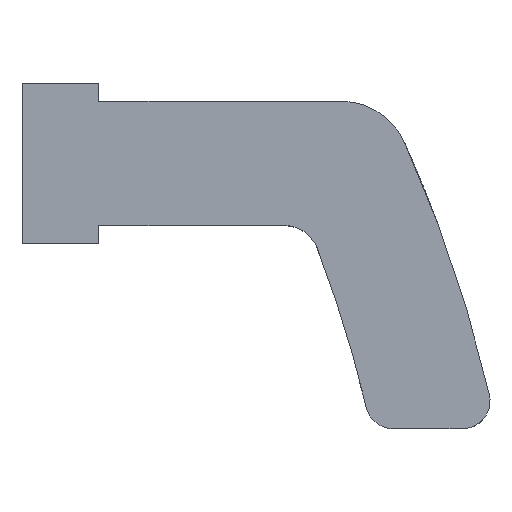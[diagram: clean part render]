
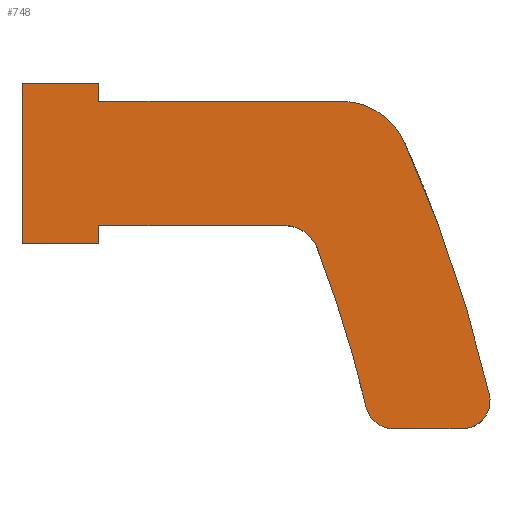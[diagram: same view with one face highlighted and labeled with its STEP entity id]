
A CAD part, top view. The second image highlights one B-rep face of the part: STEP entity #748.
In plain terms, the highlighted planar face has unit normal (0, 0, 1).
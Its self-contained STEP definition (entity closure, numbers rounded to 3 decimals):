
#30=PLANE('',#798);
#42=CIRCLE('',#771,98.);
#45=CIRCLE('',#775,5.);
#48=CIRCLE('',#780,2.);
#50=CIRCLE('',#787,2.5);
#52=CIRCLE('',#790,89.);
#54=CIRCLE('',#793,2.);
#67=LINE('',#1011,#117);
#72=LINE('',#1032,#122);
#76=LINE('',#1040,#126);
#79=LINE('',#1046,#129);
#82=LINE('',#1052,#132);
#86=LINE('',#1073,#136);
#90=LINE('',#1080,#140);
#92=LINE('',#1083,#142);
#117=VECTOR('',#842,1000.);
#122=VECTOR('',#857,1000.);
#126=VECTOR('',#863,1000.);
#129=VECTOR('',#868,1000.);
#132=VECTOR('',#873,1000.);
#136=VECTOR('',#899,1000.);
#140=VECTOR('',#905,1000.);
#142=VECTOR('',#909,1000.);
#226=ORIENTED_EDGE('',*,*,#326,.T.);
#227=ORIENTED_EDGE('',*,*,#317,.T.);
#228=ORIENTED_EDGE('',*,*,#330,.T.);
#229=ORIENTED_EDGE('',*,*,#333,.T.);
#230=ORIENTED_EDGE('',*,*,#336,.T.);
#231=ORIENTED_EDGE('',*,*,#339,.F.);
#232=ORIENTED_EDGE('',*,*,#342,.F.);
#233=ORIENTED_EDGE('',*,*,#345,.T.);
#234=ORIENTED_EDGE('',*,*,#347,.T.);
#235=ORIENTED_EDGE('',*,*,#323,.T.);
#236=ORIENTED_EDGE('',*,*,#307,.T.);
#237=ORIENTED_EDGE('',*,*,#314,.T.);
#238=ORIENTED_EDGE('',*,*,#351,.T.);
#239=ORIENTED_EDGE('',*,*,#353,.T.);
#307=EDGE_CURVE('',#380,#379,#42,.T.);
#314=EDGE_CURVE('',#379,#384,#45,.T.);
#317=EDGE_CURVE('',#388,#387,#67,.T.);
#323=EDGE_CURVE('',#393,#380,#48,.T.);
#326=EDGE_CURVE('',#395,#388,#72,.T.);
#330=EDGE_CURVE('',#387,#397,#76,.T.);
#333=EDGE_CURVE('',#397,#399,#79,.T.);
#336=EDGE_CURVE('',#399,#401,#82,.T.);
#339=EDGE_CURVE('',#403,#401,#50,.T.);
#342=EDGE_CURVE('',#405,#403,#52,.T.);
#345=EDGE_CURVE('',#405,#407,#54,.T.);
#347=EDGE_CURVE('',#407,#393,#86,.T.);
#351=EDGE_CURVE('',#384,#409,#90,.T.);
#353=EDGE_CURVE('',#409,#395,#92,.T.);
#379=VERTEX_POINT('',#986);
#380=VERTEX_POINT('',#988);
#384=VERTEX_POINT('',#1003);
#387=VERTEX_POINT('',#1010);
#388=VERTEX_POINT('',#1012);
#393=VERTEX_POINT('',#1027);
#395=VERTEX_POINT('',#1033);
#397=VERTEX_POINT('',#1039);
#399=VERTEX_POINT('',#1045);
#401=VERTEX_POINT('',#1051);
#403=VERTEX_POINT('',#1057);
#405=VERTEX_POINT('',#1063);
#407=VERTEX_POINT('',#1069);
#409=VERTEX_POINT('',#1079);
#445=EDGE_LOOP('',(#226,#227,#228,#229,#230,#231,#232,#233,#234,#235,#236,
#237,#238,#239));
#483=FACE_BOUND('',#445,.T.);
#748=ADVANCED_FACE('',(#483),#30,.T.);
#771=AXIS2_PLACEMENT_3D('',#987,#825,#826);
#775=AXIS2_PLACEMENT_3D('',#1004,#836,#837);
#780=AXIS2_PLACEMENT_3D('',#1026,#851,#852);
#787=AXIS2_PLACEMENT_3D('',#1058,#879,#880);
#790=AXIS2_PLACEMENT_3D('',#1064,#886,#887);
#793=AXIS2_PLACEMENT_3D('',#1070,#893,#894);
#798=AXIS2_PLACEMENT_3D('',#1084,#910,#911);
#825=DIRECTION('',(0.,0.,1.));
#826=DIRECTION('',(1.,0.,0.));
#836=DIRECTION('',(0.,0.,1.));
#837=DIRECTION('',(1.,0.,0.));
#842=DIRECTION('',(0.,-1.,0.));
#851=DIRECTION('',(0.,0.,1.));
#852=DIRECTION('',(1.,0.,0.));
#857=DIRECTION('',(-1.,0.,0.));
#863=DIRECTION('',(1.,0.,0.));
#868=DIRECTION('',(0.,1.,0.));
#873=DIRECTION('',(1.,0.,0.));
#879=DIRECTION('',(0.,0.,1.));
#880=DIRECTION('',(1.,0.,0.));
#886=DIRECTION('',(0.,0.,1.));
#887=DIRECTION('',(1.,0.,0.));
#893=DIRECTION('',(0.,0.,1.));
#894=DIRECTION('',(1.,0.,0.));
#899=DIRECTION('',(1.,0.,0.));
#905=DIRECTION('',(-1.,0.,0.));
#909=DIRECTION('',(0.,1.,0.));
#910=DIRECTION('',(0.,0.,1.));
#911=DIRECTION('',(1.,0.,0.));
#986=CARTESIAN_POINT('',(27.385,1.499,3.5));
#987=CARTESIAN_POINT('',(-62.007,-38.663,3.5));
#988=CARTESIAN_POINT('',(33.465,-16.549,3.5));
#1003=CARTESIAN_POINT('',(22.824,4.45,3.5));
#1004=CARTESIAN_POINT('',(22.824,-0.55,3.5));
#1010=CARTESIAN_POINT('',(0.,-5.75,3.5));
#1011=CARTESIAN_POINT('',(0.,5.75,3.5));
#1012=CARTESIAN_POINT('',(0.,5.75,3.5));
#1026=CARTESIAN_POINT('',(31.517,-17.,3.5));
#1027=CARTESIAN_POINT('',(31.517,-19.,3.5));
#1032=CARTESIAN_POINT('',(5.5,5.75,3.5));
#1033=CARTESIAN_POINT('',(5.5,5.75,3.5));
#1039=CARTESIAN_POINT('',(5.5,-5.75,3.5));
#1040=CARTESIAN_POINT('',(0.,-5.75,3.5));
#1045=CARTESIAN_POINT('',(5.5,-4.45,3.5));
#1046=CARTESIAN_POINT('',(5.5,-5.75,3.5));
#1051=CARTESIAN_POINT('',(18.799,-4.45,3.5));
#1052=CARTESIAN_POINT('',(5.5,-4.45,3.5));
#1057=CARTESIAN_POINT('',(21.133,-6.055,3.5));
#1058=CARTESIAN_POINT('',(18.799,-6.95,3.5));
#1063=CARTESIAN_POINT('',(24.651,-17.46,3.5));
#1064=CARTESIAN_POINT('',(-61.965,-37.925,3.5));
#1069=CARTESIAN_POINT('',(26.597,-19.,3.5));
#1070=CARTESIAN_POINT('',(26.597,-17.,3.5));
#1073=CARTESIAN_POINT('',(26.597,-19.,3.5));
#1079=CARTESIAN_POINT('',(5.5,4.45,3.5));
#1080=CARTESIAN_POINT('',(22.824,4.45,3.5));
#1083=CARTESIAN_POINT('',(5.5,4.45,3.5));
#1084=CARTESIAN_POINT('',(18.799,-6.95,3.5));
